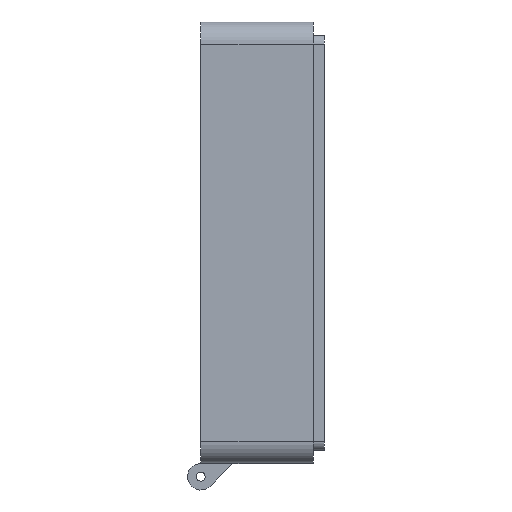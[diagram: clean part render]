
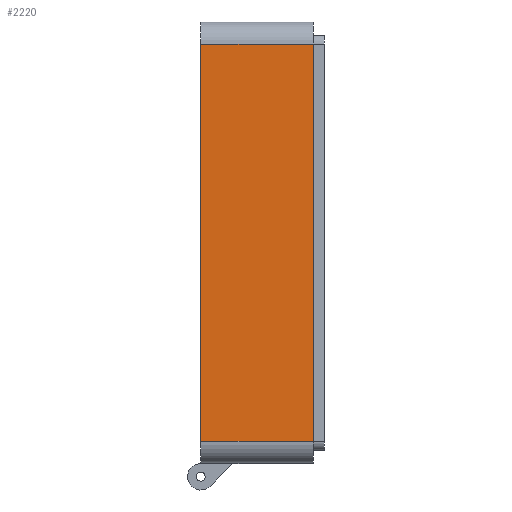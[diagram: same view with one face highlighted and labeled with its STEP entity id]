
A CAD part, left-side view. The second image highlights one B-rep face of the part: STEP entity #2220.
In plain terms, the highlighted planar face has unit normal (-1, 0, 0).
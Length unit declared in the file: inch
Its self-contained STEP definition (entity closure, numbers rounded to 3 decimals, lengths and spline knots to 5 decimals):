
#109=PLANE('',#2394);
#225=FACE_OUTER_BOUND('',#349,.T.);
#349=EDGE_LOOP('',(#1681,#1682,#1683,#1684));
#510=LINE('',#3262,#778);
#513=LINE('',#3274,#781);
#515=LINE('',#3280,#783);
#516=LINE('',#3281,#784);
#778=VECTOR('',#2662,0.3937);
#781=VECTOR('',#2673,0.3937);
#783=VECTOR('',#2679,0.3937);
#784=VECTOR('',#2680,0.3937);
#1091=VERTEX_POINT('',#3259);
#1092=VERTEX_POINT('',#3261);
#1097=VERTEX_POINT('',#3273);
#1099=VERTEX_POINT('',#3279);
#1319=EDGE_CURVE('',#1092,#1091,#510,.T.);
#1325=EDGE_CURVE('',#1092,#1097,#513,.T.);
#1328=EDGE_CURVE('',#1099,#1091,#515,.T.);
#1329=EDGE_CURVE('',#1097,#1099,#516,.T.);
#1681=ORIENTED_EDGE('',*,*,#1319,.T.);
#1682=ORIENTED_EDGE('',*,*,#1328,.F.);
#1683=ORIENTED_EDGE('',*,*,#1329,.F.);
#1684=ORIENTED_EDGE('',*,*,#1325,.F.);
#2220=ADVANCED_FACE('',(#225),#109,.T.);
#2394=AXIS2_PLACEMENT_3D('',#3278,#2677,#2678);
#2662=DIRECTION('',(0.,0.,1.));
#2673=DIRECTION('',(0.,1.,0.));
#2677=DIRECTION('center_axis',(-1.,0.,0.));
#2678=DIRECTION('ref_axis',(0.,0.,1.));
#2679=DIRECTION('',(0.,-1.,0.));
#2680=DIRECTION('',(0.,0.,1.));
#3259=CARTESIAN_POINT('',(-5.,0.0625,-0.125));
#3261=CARTESIAN_POINT('',(-5.,0.0625,-2.375));
#3262=CARTESIAN_POINT('',(-5.,0.0625,-1.875));
#3273=CARTESIAN_POINT('',(-5.,0.7,-2.375));
#3274=CARTESIAN_POINT('',(-5.,0.,-2.375));
#3278=CARTESIAN_POINT('Origin',(-5.,0.,-2.5));
#3279=CARTESIAN_POINT('',(-5.,0.7,-0.125));
#3280=CARTESIAN_POINT('',(-5.,0.,-0.125));
#3281=CARTESIAN_POINT('',(-5.,0.7,-2.5));
